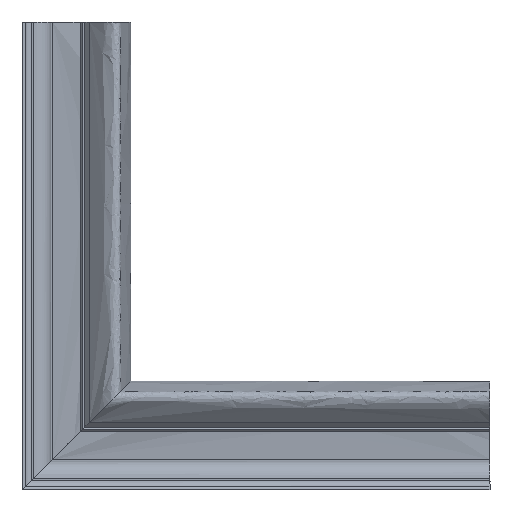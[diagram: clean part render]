
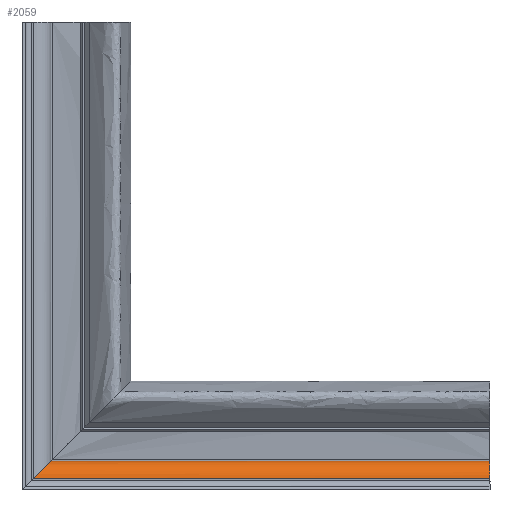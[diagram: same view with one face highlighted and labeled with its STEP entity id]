
A CAD part, front view. The second image highlights one B-rep face of the part: STEP entity #2059.
In plain terms, the highlighted cylindrical face has radius 8.8 mm (diameter 17.6 mm), a partial arc.
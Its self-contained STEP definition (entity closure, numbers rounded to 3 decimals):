
#26 = ORIENTED_EDGE ( 'NONE', *, *, #2397, .F. ) ;
#95 = FACE_OUTER_BOUND ( 'NONE', #1492, .T. ) ;
#104 = CYLINDRICAL_SURFACE ( 'NONE', #468, 8.8 ) ;
#292 = CARTESIAN_POINT ( 'NONE',  ( 8.8, -4.805, 78.914 ) ) ;
#303 = VECTOR ( 'NONE', #1188, 1000. ) ;
#310 = CIRCLE ( 'NONE', #2563, 8.8 ) ;
#398 = CARTESIAN_POINT ( 'NONE',  ( 8.8, 0., 78.914 ) ) ;
#432 = CARTESIAN_POINT ( 'NONE',  ( 0.767, -8.767, -124.5 ) ) ;
#468 = AXIS2_PLACEMENT_3D ( 'NONE', #1093, #1144, #933 ) ;
#628 = CARTESIAN_POINT ( 'NONE',  ( 0.767, -8.767, 86.947 ) ) ;
#687 = DIRECTION ( 'NONE',  ( 0., 0., 1. ) ) ;
#723 = VERTEX_POINT ( 'NONE', #741 ) ;
#741 = CARTESIAN_POINT ( 'NONE',  ( 8.8, 0., -124.5 ) ) ;
#763 = ORIENTED_EDGE ( 'NONE', *, *, #1465, .T. ) ;
#933 = DIRECTION ( 'NONE',  ( 1., 0., 0. ) ) ;
#1058 = ORIENTED_EDGE ( 'NONE', *, *, #1433, .F. ) ;
#1093 = CARTESIAN_POINT ( 'NONE',  ( 0., 0., -138.894 ) ) ;
#1098 =( BOUNDED_CURVE ( )  B_SPLINE_CURVE ( 3, ( #628, #2317, #292, #398 ),
 .UNSPECIFIED., .F., .F. ) 
 B_SPLINE_CURVE_WITH_KNOTS ( ( 4, 4 ),
 ( 1.658, 3.142 ),
 .UNSPECIFIED. ) 
 CURVE ( )  GEOMETRIC_REPRESENTATION_ITEM ( )  RATIONAL_B_SPLINE_CURVE ( ( 1., 0.825, 0.825, 1. ) ) 
 REPRESENTATION_ITEM ( '' )  );
#1144 = DIRECTION ( 'NONE',  ( 0., 0., 1. ) ) ;
#1188 = DIRECTION ( 'NONE',  ( 0., 0., 1. ) ) ;
#1204 = CARTESIAN_POINT ( 'NONE',  ( 0.767, -8.767, -138.894 ) ) ;
#1365 = VERTEX_POINT ( 'NONE', #2230 ) ;
#1428 = VERTEX_POINT ( 'NONE', #432 ) ;
#1433 = EDGE_CURVE ( 'NONE', #1694, #1365, #1098, .T. ) ;
#1465 = EDGE_CURVE ( 'NONE', #723, #1365, #2430, .T. ) ;
#1492 = EDGE_LOOP ( 'NONE', ( #26, #763, #1058, #1686 ) ) ;
#1591 = VECTOR ( 'NONE', #687, 1000. ) ;
#1686 = ORIENTED_EDGE ( 'NONE', *, *, #2471, .F. ) ;
#1694 = VERTEX_POINT ( 'NONE', #2249 ) ;
#1817 = DIRECTION ( 'NONE',  ( 1., 0., 0. ) ) ;
#1824 = DIRECTION ( 'NONE',  ( 0., 0., -1. ) ) ;
#1829 = CARTESIAN_POINT ( 'NONE',  ( 0., 0., -124.5 ) ) ;
#1919 = CARTESIAN_POINT ( 'NONE',  ( 8.8, 0., -138.894 ) ) ;
#2059 = ADVANCED_FACE ( 'NONE', ( #95 ), #104, .T. ) ;
#2230 = CARTESIAN_POINT ( 'NONE',  ( 8.8, 0., 78.914 ) ) ;
#2236 = LINE ( 'NONE', #1204, #303 ) ;
#2249 = CARTESIAN_POINT ( 'NONE',  ( 0.767, -8.767, 86.947 ) ) ;
#2317 = CARTESIAN_POINT ( 'NONE',  ( 5.554, -8.348, 82.161 ) ) ;
#2397 = EDGE_CURVE ( 'NONE', #723, #1428, #310, .T. ) ;
#2430 = LINE ( 'NONE', #1919, #1591 ) ;
#2471 = EDGE_CURVE ( 'NONE', #1428, #1694, #2236, .T. ) ;
#2563 = AXIS2_PLACEMENT_3D ( 'NONE', #1829, #1824, #1817 ) ;
